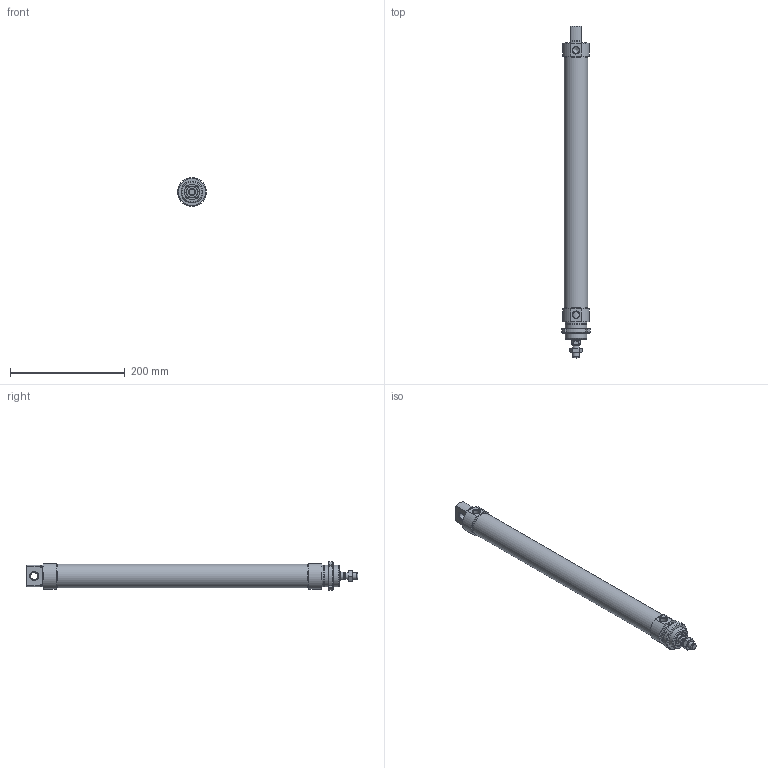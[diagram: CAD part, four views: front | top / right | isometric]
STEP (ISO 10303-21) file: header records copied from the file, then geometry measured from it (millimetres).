
FILE_DESCRIPTION(/* description */ (''),/* implementation_level */ '2;1');
FILE_NAME(/* name */ 'ODM040.400.GS.M.stp',/* time_stamp */ '2019-09-19T16:03:49+02:00',/* author */ ('carlo.corazza'),/* organization */ (''),/* preprocessor_version */ 'ST-DEVELOPER v16.5',/* originating_system */ 'Autodesk Inventor 2017',/* authorisation */ '');
FILE_SCHEMA (('AUTOMOTIVE_DESIGN { 1 0 10303 214 3 1 1 }'));
Length unit declared in the file: millimetre
Products named in the file (7): ODM040.400.GS.M; TP; TA; CORPO-400; STELO-400; 29.2012.000.2; GHI040
Assembly tree (6 placements, depth 2):
  ODM040.400.GS.M
    TP
    TA
    CORPO-400
    STELO-400
    29.2012.000.2
    GHI040
Bounding box: 50 x 577.5 x 50 mm (x, y, z)
Volume: 152672.4 mm3; surface area: 171704.3 mm2
Topology: 4 solids, 8 shells, 173 faces, 386 edges, 244 vertices
Faces by surface type: plane 66, cone 53, cylinder 42, torus 12
Full cylindrical faces by diameter (mm): 4 x1, 10 x2, 10.647 x1, 11.445 x2, 12 x1, 13 x1, 14 x1, 15.5 x1, 16 x1, 16.8 x1, 16.847 x1, 17.5 x1, 18 x1, 20.5 x1, 26 x4, 28.5 x1, 36 x1, 36.376 x1, 38 x3, 40 x1, 41.6 x3
Entity records: 4726 total; most frequent: CARTESIAN_POINT 868, DIRECTION 798, ORIENTED_EDGE 596, AXIS2_PLACEMENT_3D 348, EDGE_CURVE 298, EDGE_LOOP 274, VERTEX_POINT 226, FACE_OUTER_BOUND 173
